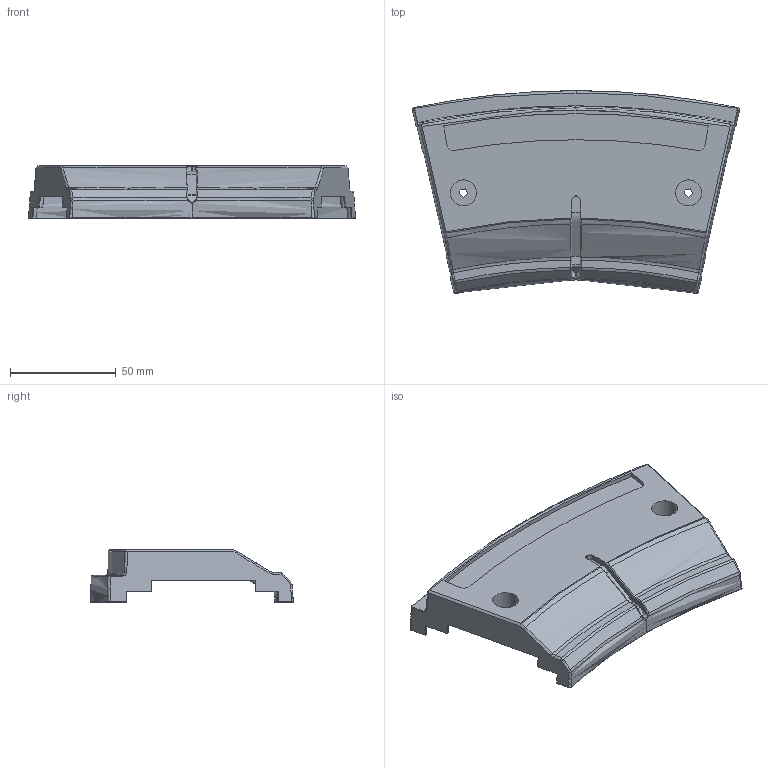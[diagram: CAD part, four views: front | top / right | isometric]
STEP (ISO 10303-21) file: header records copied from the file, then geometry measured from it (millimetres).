
FILE_DESCRIPTION(/* description */ (''),/* implementation_level */ '2;1');
FILE_NAME(/* name */ 'Maispacer_blank v11.step',/* time_stamp */ '2024-10-21T19:36:27-04:00',/* author */ (''),/* organization */ (''),/* preprocessor_version */ 'ST-DEVELOPER v20',/* originating_system */ 'Autodesk Translation Framework v13.20.0.188',/* authorisation */ '');
FILE_SCHEMA (('AUTOMOTIVE_DESIGN { 1 0 10303 214 3 1 1 }'));
Length unit declared in the file: millimetre
Products named in the file (1): 803885CApvnm
Bounding box: 154.47 x 95.8 x 24.89 mm (x, y, z)
Volume: 45611.8 mm3; surface area: 41453.4 mm2
Topology: 1 solids, 1 shells, 269 faces, 683 edges, 413 vertices
Faces by surface type: bspline 92, plane 77, cylinder 76, cone 12, sphere 6, torus 6
Full cylindrical faces by diameter (mm): 4.192 x2, 12.288 x2, 17.038 x2
Entity records: 10115 total; most frequent: CARTESIAN_POINT 4033, ORIENTED_EDGE 1350, DIRECTION 1191, EDGE_CURVE 675, AXIS2_PLACEMENT_3D 474, VERTEX_POINT 413, EDGE_LOOP 278, FACE_OUTER_BOUND 269
